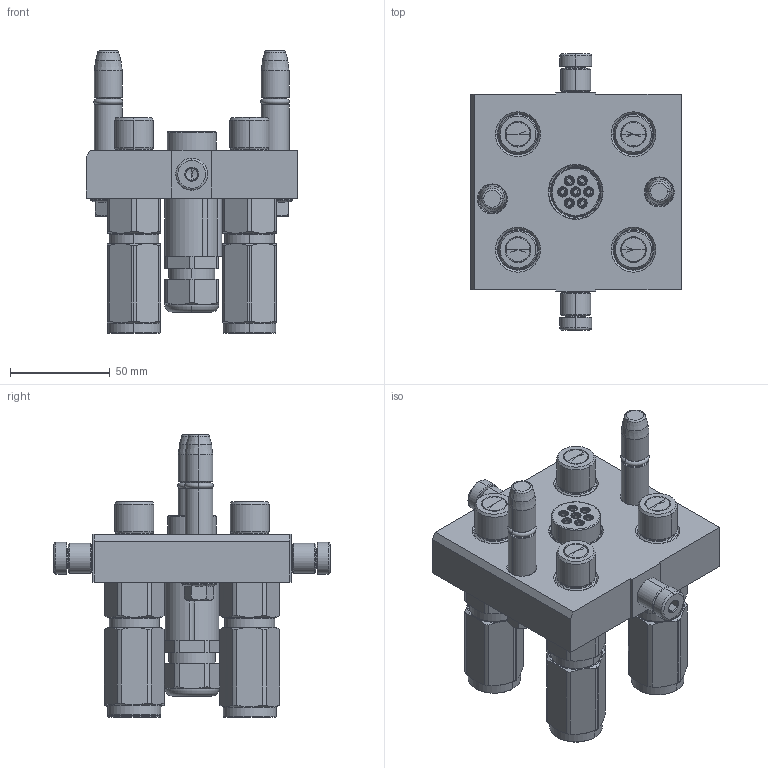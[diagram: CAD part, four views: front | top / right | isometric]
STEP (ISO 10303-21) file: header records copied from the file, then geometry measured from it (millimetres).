
FILE_DESCRIPTION (( 'STEP AP214' ), '1' );
FILE_NAME ('FASTER.step', '2024-11-25T11:24:11', ( '' ), ( '' ), 'SwSTEP 2.0', 'SolidWorks 2017', '' );
FILE_SCHEMA (( 'AUTOMOTIVE_DESIGN' ));
Length unit declared in the file: millimetre
Products named in the file (16): et002; 4830_021_0000_000; 3ffnp38_gas_m; 4830_010_0000_011; 4830_028_1000_011; 3ffnp38-12g_m; corspel08-7_m; conn_7p_m; or2_62x9_19_m; 4830_044_0000_000; P506-1_M_BASE; 1540_080_0008_000; FASTER; 4830_013_3000_030
Assembly tree (24 placements, depth 3):
  FASTER
    P506-1_M_BASE
      4830_010_0000_011
      4830_021_0000_000  x2
      1540_080_0008_000  x2
      4830_013_3000_030  x2
      4830_028_1000_011  x2
      or2_62x9_19_m  x2
    3ffnp38_gas_m
      3ffnp38_gas_m
    3ffnp38-12g_m  x3
      3ffnp38-12g_m
    conn_7p_m
      4830_044_0000_000  x3
      corspel08-7_m
    et002
Bounding box: 106.3 x 138.6 x 141.8 mm (x, y, z)
Volume: 2873.9 mm3; surface area: 125200.7 mm2
Topology: 5 solids, 69 shells, 1999 faces, 5610 edges, 3690 vertices
Faces by surface type: plane 1020, cylinder 395, cone 364, torus 143, bspline 71, sphere 6
Entity records: 55521 total; most frequent: CARTESIAN_POINT 14112, ORIENTED_EDGE 7612, DIRECTION 7429, EDGE_CURVE 4042, VERTEX_POINT 2664, VECTOR 2645, LINE 2645, AXIS2_PLACEMENT_3D 2392
